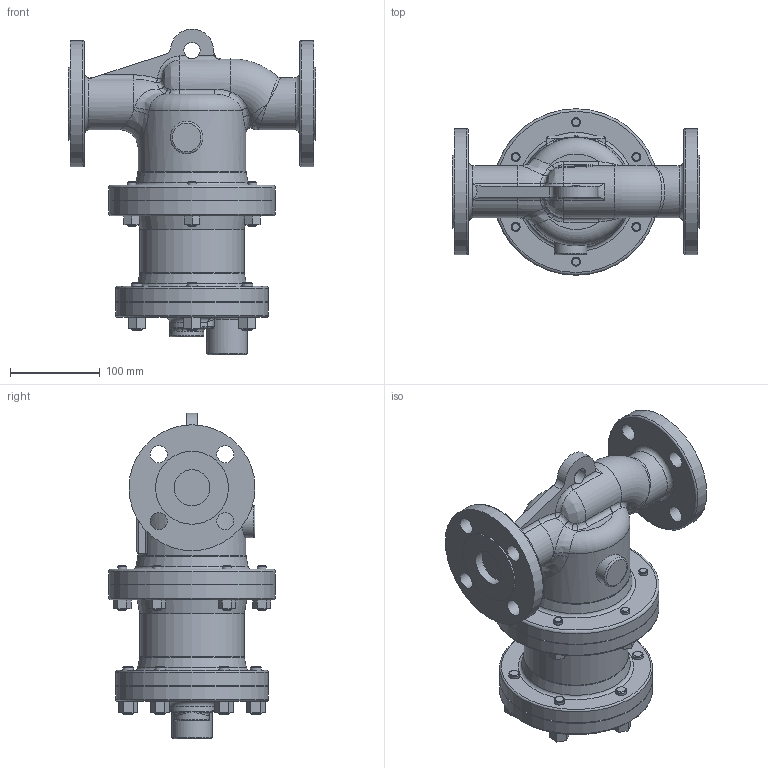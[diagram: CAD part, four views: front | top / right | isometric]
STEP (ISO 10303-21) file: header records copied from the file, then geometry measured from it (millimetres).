
FILE_DESCRIPTION((''),'2;1');
FILE_NAME('dc3sl-040-jis20-00.stp','2014-02-14T13:09:07',('akifuji'),(''),'Autodesk Inventor 2012','Autodesk Inventor 2012','');
FILE_SCHEMA(('AUTOMOTIVE_DESIGN { 1 0 10303 214 1 1 1 1 }'));
Length unit declared in the file: millimetre
Products named in the file (1): dc3sl-040-jis20-00
Bounding box: 275 x 185 x 361.92 mm (x, y, z)
Volume: 4825171.7 mm3; surface area: 367042.1 mm2
Topology: 1 solids, 1 shells, 382 faces, 911 edges, 570 vertices
Faces by surface type: plane 167, cylinder 102, bspline 47, torus 34, cone 30, sphere 2
Full cylindrical faces by diameter (mm): 10 x18, 12 x18, 17.475 x1, 18 x1, 19 x8, 36 x1, 38 x1, 40 x2, 45 x1, 58 x1, 81 x2, 92.1 x1, 112.2 x1, 116 x1, 120 x1, 140 x2, 170 x2, 185 x2
Entity records: 13006 total; most frequent: CARTESIAN_POINT 4876, DIRECTION 1612, ORIENTED_EDGE 1524, EDGE_CURVE 762, AXIS2_PLACEMENT_3D 652, EDGE_LOOP 583, VERTEX_POINT 541, FACE_OUTER_BOUND 382
